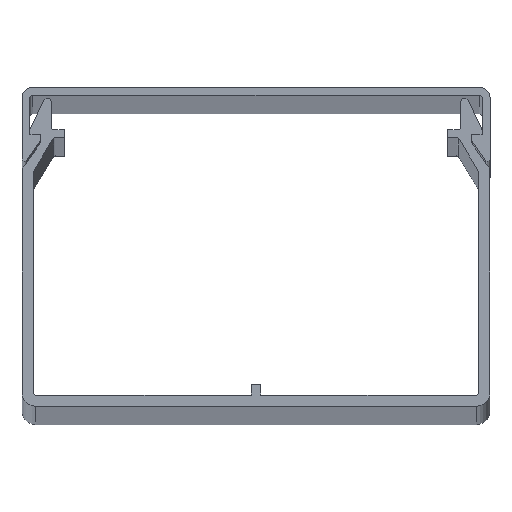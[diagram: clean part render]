
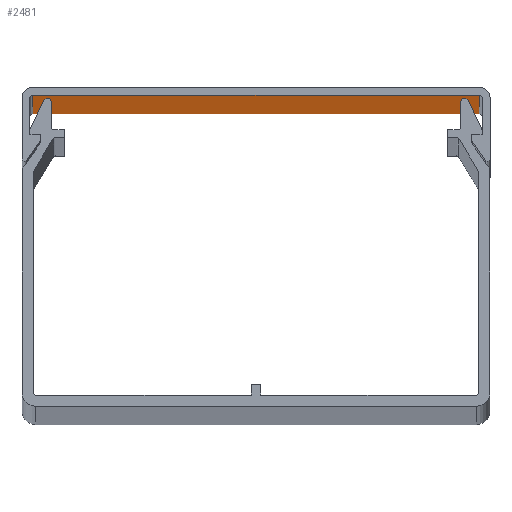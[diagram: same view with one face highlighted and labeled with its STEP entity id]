
A CAD part, top view. The second image highlights one B-rep face of the part: STEP entity #2481.
In plain terms, the highlighted planar face has unit normal (0, -1, 0).
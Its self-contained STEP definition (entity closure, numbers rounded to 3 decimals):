
#77 = DIRECTION ( 'NONE',  ( 0., -1., 0. ) ) ;
#109 = CARTESIAN_POINT ( 'NONE',  ( 253.757, 371.224, 300. ) ) ;
#217 = CARTESIAN_POINT ( 'NONE',  ( 169.257, 371.224, 2000. ) ) ;
#270 = CARTESIAN_POINT ( 'NONE',  ( 251.448, 371.224, 2000. ) ) ;
#355 = EDGE_LOOP ( 'NONE', ( #782, #891, #996, #2040 ) ) ;
#528 = LINE ( 'NONE', #1527, #2254 ) ;
#533 = LINE ( 'NONE', #109, #1329 ) ;
#595 = VECTOR ( 'NONE', #1438, 1000. ) ;
#694 = VERTEX_POINT ( 'NONE', #3962 ) ;
#739 = PLANE ( 'NONE',  #1364 ) ;
#782 = ORIENTED_EDGE ( 'NONE', *, *, #2041, .T. ) ;
#891 = ORIENTED_EDGE ( 'NONE', *, *, #4290, .T. ) ;
#936 = VERTEX_POINT ( 'NONE', #217 ) ;
#996 = ORIENTED_EDGE ( 'NONE', *, *, #1569, .F. ) ;
#1223 = CARTESIAN_POINT ( 'NONE',  ( 253.757, 371.224, 0. ) ) ;
#1329 = VECTOR ( 'NONE', #2511, 1000. ) ;
#1364 = AXIS2_PLACEMENT_3D ( 'NONE', #2130, #77, #2482 ) ;
#1438 = DIRECTION ( 'NONE',  ( 0., 0., -1. ) ) ;
#1527 = CARTESIAN_POINT ( 'NONE',  ( 0., 371.224, 0. ) ) ;
#1569 = EDGE_CURVE ( 'NONE', #936, #3379, #3131, .T. ) ;
#1882 = DIRECTION ( 'NONE',  ( 1., 0., 0. ) ) ;
#2040 = ORIENTED_EDGE ( 'NONE', *, *, #3308, .T. ) ;
#2041 = EDGE_CURVE ( 'NONE', #694, #3969, #528, .T. ) ;
#2130 = CARTESIAN_POINT ( 'NONE',  ( 169.257, 371.224, 300. ) ) ;
#2254 = VECTOR ( 'NONE', #1882, 1000. ) ;
#2481 = ADVANCED_FACE ( 'NONE', ( #4132 ), #739, .T. ) ;
#2482 = DIRECTION ( 'NONE',  ( 0., 0., -1. ) ) ;
#2511 = DIRECTION ( 'NONE',  ( 0., 0., 1. ) ) ;
#2526 = CARTESIAN_POINT ( 'NONE',  ( 253.757, 371.224, 2000. ) ) ;
#2741 = LINE ( 'NONE', #3160, #595 ) ;
#3030 = VECTOR ( 'NONE', #3691, 1000. ) ;
#3131 = LINE ( 'NONE', #270, #3030 ) ;
#3160 = CARTESIAN_POINT ( 'NONE',  ( 169.257, 371.224, 300. ) ) ;
#3308 = EDGE_CURVE ( 'NONE', #936, #694, #2741, .T. ) ;
#3379 = VERTEX_POINT ( 'NONE', #2526 ) ;
#3691 = DIRECTION ( 'NONE',  ( 1., 0., 0. ) ) ;
#3962 = CARTESIAN_POINT ( 'NONE',  ( 169.257, 371.224, 0. ) ) ;
#3969 = VERTEX_POINT ( 'NONE', #1223 ) ;
#4132 = FACE_OUTER_BOUND ( 'NONE', #355, .T. ) ;
#4290 = EDGE_CURVE ( 'NONE', #3969, #3379, #533, .T. ) ;
